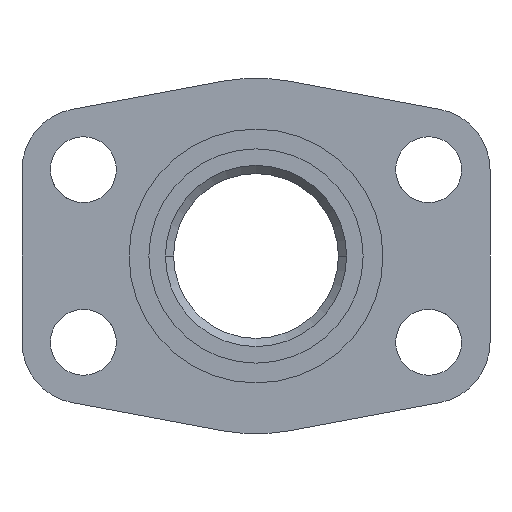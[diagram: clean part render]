
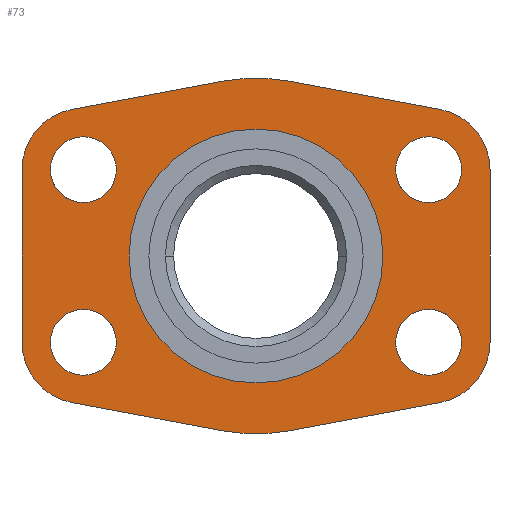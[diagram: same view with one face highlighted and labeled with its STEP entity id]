
A CAD part, front view. The second image highlights one B-rep face of the part: STEP entity #73.
In plain terms, the highlighted planar face has unit normal (0, -1, 0).
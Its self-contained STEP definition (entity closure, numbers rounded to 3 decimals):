
#73=ADVANCED_FACE('',(#154,#155,#156,#157,#158,#159),#160,.F.);
#154=FACE_BOUND('',#260,.T.);
#155=FACE_OUTER_BOUND('',#261,.T.);
#156=FACE_BOUND('',#262,.T.);
#157=FACE_BOUND('',#263,.T.);
#158=FACE_BOUND('',#264,.T.);
#159=FACE_BOUND('',#265,.T.);
#160=PLANE('',#266);
#260=EDGE_LOOP('',(#530,#531));
#261=EDGE_LOOP('',(#532,#533,#534,#535,#536,#537,#538,#539,#540,#541,#542,#543));
#262=EDGE_LOOP('',(#544,#545));
#263=EDGE_LOOP('',(#546,#547));
#264=EDGE_LOOP('',(#548,#549));
#265=EDGE_LOOP('',(#550,#551));
#266=AXIS2_PLACEMENT_3D('',#552,#553,#554);
#530=ORIENTED_EDGE('',*,*,#744,.T.);
#531=ORIENTED_EDGE('',*,*,#743,.T.);
#532=ORIENTED_EDGE('',*,*,#780,.F.);
#533=ORIENTED_EDGE('',*,*,#781,.F.);
#534=ORIENTED_EDGE('',*,*,#782,.F.);
#535=ORIENTED_EDGE('',*,*,#783,.F.);
#536=ORIENTED_EDGE('',*,*,#784,.T.);
#537=ORIENTED_EDGE('',*,*,#785,.F.);
#538=ORIENTED_EDGE('',*,*,#786,.T.);
#539=ORIENTED_EDGE('',*,*,#787,.F.);
#540=ORIENTED_EDGE('',*,*,#788,.F.);
#541=ORIENTED_EDGE('',*,*,#789,.F.);
#542=ORIENTED_EDGE('',*,*,#790,.T.);
#543=ORIENTED_EDGE('',*,*,#791,.F.);
#544=ORIENTED_EDGE('',*,*,#779,.T.);
#545=ORIENTED_EDGE('',*,*,#711,.T.);
#546=ORIENTED_EDGE('',*,*,#778,.T.);
#547=ORIENTED_EDGE('',*,*,#715,.T.);
#548=ORIENTED_EDGE('',*,*,#777,.T.);
#549=ORIENTED_EDGE('',*,*,#720,.T.);
#550=ORIENTED_EDGE('',*,*,#776,.T.);
#551=ORIENTED_EDGE('',*,*,#725,.T.);
#552=CARTESIAN_POINT('',(0.,0.,0.));
#553=DIRECTION('',(-0.0,1.0,0.));
#554=DIRECTION('',(1.0,0.0,0.0));
#711=EDGE_CURVE('',#851,#855,#857,.T.);
#715=EDGE_CURVE('',#859,#863,#865,.T.);
#720=EDGE_CURVE('',#867,#873,#875,.T.);
#725=EDGE_CURVE('',#877,#883,#885,.T.);
#743=EDGE_CURVE('',#913,#917,#919,.T.);
#744=EDGE_CURVE('',#917,#913,#920,.T.);
#776=EDGE_CURVE('',#883,#877,#968,.T.);
#777=EDGE_CURVE('',#873,#867,#969,.T.);
#778=EDGE_CURVE('',#863,#859,#970,.T.);
#779=EDGE_CURVE('',#855,#851,#971,.T.);
#780=EDGE_CURVE('',#972,#973,#974,.T.);
#781=EDGE_CURVE('',#975,#972,#976,.T.);
#782=EDGE_CURVE('',#977,#975,#978,.T.);
#783=EDGE_CURVE('',#979,#977,#980,.T.);
#784=EDGE_CURVE('',#979,#981,#982,.T.);
#785=EDGE_CURVE('',#983,#981,#984,.T.);
#786=EDGE_CURVE('',#983,#985,#986,.T.);
#787=EDGE_CURVE('',#987,#985,#988,.T.);
#788=EDGE_CURVE('',#989,#987,#990,.T.);
#789=EDGE_CURVE('',#991,#989,#992,.T.);
#790=EDGE_CURVE('',#991,#993,#994,.T.);
#791=EDGE_CURVE('',#973,#993,#995,.T.);
#851=VERTEX_POINT('',#1227);
#855=VERTEX_POINT('',#1232);
#857=CIRCLE('',#1235,5.0);
#859=VERTEX_POINT('',#1237);
#863=VERTEX_POINT('',#1242);
#865=CIRCLE('',#1245,5.0);
#867=VERTEX_POINT('',#1247);
#873=VERTEX_POINT('',#1254);
#875=CIRCLE('',#1257,5.0);
#877=VERTEX_POINT('',#1259);
#883=VERTEX_POINT('',#1266);
#885=CIRCLE('',#1269,5.0);
#913=VERTEX_POINT('',#1385);
#917=VERTEX_POINT('',#1390);
#919=CIRCLE('',#1393,19.25);
#920=CIRCLE('',#1394,19.25);
#968=CIRCLE('',#1530,5.0);
#969=CIRCLE('',#1531,5.0);
#970=CIRCLE('',#1532,5.0);
#971=CIRCLE('',#1533,5.0);
#972=VERTEX_POINT('',#1534);
#973=VERTEX_POINT('',#1535);
#974=LINE('',#1536,#1537);
#975=VERTEX_POINT('',#1538);
#976=CIRCLE('',#1539,9.315);
#977=VERTEX_POINT('',#1540);
#978=LINE('',#1541,#1542);
#979=VERTEX_POINT('',#1543);
#980=CIRCLE('',#1544,27.0);
#981=VERTEX_POINT('',#1545);
#982=LINE('',#1546,#1547);
#983=VERTEX_POINT('',#1548);
#984=CIRCLE('',#1549,9.315);
#985=VERTEX_POINT('',#1550);
#986=LINE('',#1551,#1552);
#987=VERTEX_POINT('',#1553);
#988=CIRCLE('',#1554,9.315);
#989=VERTEX_POINT('',#1555);
#990=LINE('',#1556,#1557);
#991=VERTEX_POINT('',#1558);
#992=CIRCLE('',#1559,27.0);
#993=VERTEX_POINT('',#1560);
#994=LINE('',#1561,#1562);
#995=CIRCLE('',#1563,9.315);
#1227=CARTESIAN_POINT('',(-21.185,0.0,-13.095));
#1232=CARTESIAN_POINT('',(-31.185,0.,-13.095));
#1235=AXIS2_PLACEMENT_3D('',#1633,#1634,#1635);
#1237=CARTESIAN_POINT('',(31.185,0.0,-13.095));
#1242=CARTESIAN_POINT('',(21.185,0.,-13.095));
#1245=AXIS2_PLACEMENT_3D('',#1641,#1642,#1643);
#1247=CARTESIAN_POINT('',(-21.185,0.0,13.095));
#1254=CARTESIAN_POINT('',(-31.185,0.,13.095));
#1257=AXIS2_PLACEMENT_3D('',#1652,#1653,#1654);
#1259=CARTESIAN_POINT('',(31.185,0.0,13.095));
#1266=CARTESIAN_POINT('',(21.185,0.,13.095));
#1269=AXIS2_PLACEMENT_3D('',#1663,#1664,#1665);
#1385=CARTESIAN_POINT('',(-19.25,0.,0.));
#1390=CARTESIAN_POINT('',(19.25,0.,0.));
#1393=AXIS2_PLACEMENT_3D('',#1695,#1696,#1697);
#1394=AXIS2_PLACEMENT_3D('',#1698,#1699,#1700);
#1530=AXIS2_PLACEMENT_3D('',#1776,#1777,#1778);
#1531=AXIS2_PLACEMENT_3D('',#1779,#1780,#1781);
#1532=AXIS2_PLACEMENT_3D('',#1782,#1783,#1784);
#1533=AXIS2_PLACEMENT_3D('',#1785,#1786,#1787);
#1534=CARTESIAN_POINT('',(35.5,0.,13.095));
#1535=CARTESIAN_POINT('',(35.5,0.,-13.095));
#1536=CARTESIAN_POINT('',(35.5,0.,13.095));
#1537=VECTOR('',#1788,1.0);
#1538=CARTESIAN_POINT('',(27.897,0.,22.251));
#1539=AXIS2_PLACEMENT_3D('',#1789,#1790,#1791);
#1540=CARTESIAN_POINT('',(4.963,0.,26.54));
#1541=CARTESIAN_POINT('',(4.963,0.,26.54));
#1542=VECTOR('',#1792,1.0);
#1543=CARTESIAN_POINT('',(-4.963,0.,26.54));
#1544=AXIS2_PLACEMENT_3D('',#1793,#1794,#1795);
#1545=CARTESIAN_POINT('',(-27.897,0.,22.251));
#1546=CARTESIAN_POINT('',(-4.963,0.,26.54));
#1547=VECTOR('',#1796,1.0);
#1548=CARTESIAN_POINT('',(-35.5,0.,13.095));
#1549=AXIS2_PLACEMENT_3D('',#1797,#1798,#1799);
#1550=CARTESIAN_POINT('',(-35.5,0.,-13.095));
#1551=CARTESIAN_POINT('',(-35.5,0.,13.095));
#1552=VECTOR('',#1800,1.0);
#1553=CARTESIAN_POINT('',(-27.897,0.,-22.251));
#1554=AXIS2_PLACEMENT_3D('',#1801,#1802,#1803);
#1555=CARTESIAN_POINT('',(-4.963,0.,-26.54));
#1556=CARTESIAN_POINT('',(-4.963,0.,-26.54));
#1557=VECTOR('',#1804,1.0);
#1558=CARTESIAN_POINT('',(4.963,0.,-26.54));
#1559=AXIS2_PLACEMENT_3D('',#1805,#1806,#1807);
#1560=CARTESIAN_POINT('',(27.897,0.,-22.251));
#1561=CARTESIAN_POINT('',(4.963,0.,-26.54));
#1562=VECTOR('',#1808,1.0);
#1563=AXIS2_PLACEMENT_3D('',#1809,#1810,#1811);
#1633=CARTESIAN_POINT('',(-26.185,0.0,-13.095));
#1634=DIRECTION('',(-0.0,1.0,0.));
#1635=DIRECTION('',(1.0,0.0,0.0));
#1641=CARTESIAN_POINT('',(26.185,0.0,-13.095));
#1642=DIRECTION('',(-0.0,1.0,0.));
#1643=DIRECTION('',(1.0,0.0,0.0));
#1652=CARTESIAN_POINT('',(-26.185,0.0,13.095));
#1653=DIRECTION('',(-0.0,1.0,0.));
#1654=DIRECTION('',(1.0,0.0,0.0));
#1663=CARTESIAN_POINT('',(26.185,0.0,13.095));
#1664=DIRECTION('',(-0.0,1.0,0.));
#1665=DIRECTION('',(1.0,0.0,0.0));
#1695=CARTESIAN_POINT('',(0.0,0.0,0.0));
#1696=DIRECTION('',(0.0,1.0,0.));
#1697=DIRECTION('',(-1.0,0.0,0.0));
#1698=CARTESIAN_POINT('',(0.0,0.0,0.0));
#1699=DIRECTION('',(0.0,1.0,0.));
#1700=DIRECTION('',(-1.0,0.0,0.0));
#1776=CARTESIAN_POINT('',(26.185,0.0,13.095));
#1777=DIRECTION('',(-0.0,1.0,0.));
#1778=DIRECTION('',(1.0,0.0,0.0));
#1779=CARTESIAN_POINT('',(-26.185,0.0,13.095));
#1780=DIRECTION('',(-0.0,1.0,0.));
#1781=DIRECTION('',(1.0,0.0,0.0));
#1782=CARTESIAN_POINT('',(26.185,0.0,-13.095));
#1783=DIRECTION('',(-0.0,1.0,0.));
#1784=DIRECTION('',(1.0,0.0,0.0));
#1785=CARTESIAN_POINT('',(-26.185,0.0,-13.095));
#1786=DIRECTION('',(-0.0,1.0,0.));
#1787=DIRECTION('',(1.0,0.0,0.0));
#1788=DIRECTION('',(0.0,0.,-1.0));
#1789=CARTESIAN_POINT('',(26.185,0.,13.095));
#1790=DIRECTION('',(-0.0,1.0,0.));
#1791=DIRECTION('',(1.0,0.0,0.0));
#1792=DIRECTION('',(0.983,0.,-0.184));
#1793=CARTESIAN_POINT('',(0.0,0.0,0.0));
#1794=DIRECTION('',(-0.0,1.0,0.));
#1795=DIRECTION('',(1.0,0.0,0.0));
#1796=DIRECTION('',(-0.983,0.,-0.184));
#1797=CARTESIAN_POINT('',(-26.185,0.,13.095));
#1798=DIRECTION('',(-0.0,1.0,0.));
#1799=DIRECTION('',(1.0,0.0,0.0));
#1800=DIRECTION('',(0.0,0.,-1.0));
#1801=CARTESIAN_POINT('',(-26.185,0.,-13.095));
#1802=DIRECTION('',(-0.0,1.0,0.));
#1803=DIRECTION('',(1.0,0.0,0.0));
#1804=DIRECTION('',(-0.983,0.,0.184));
#1805=CARTESIAN_POINT('',(0.0,0.0,0.0));
#1806=DIRECTION('',(-0.0,1.0,0.));
#1807=DIRECTION('',(1.0,0.0,0.0));
#1808=DIRECTION('',(0.983,0.,0.184));
#1809=CARTESIAN_POINT('',(26.185,0.,-13.095));
#1810=DIRECTION('',(-0.0,1.0,0.));
#1811=DIRECTION('',(1.0,0.0,0.0));
